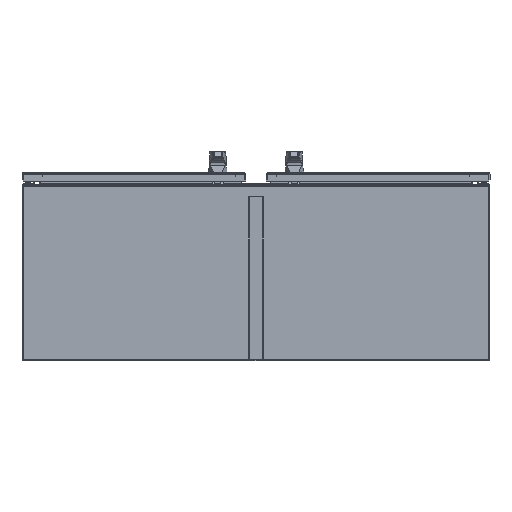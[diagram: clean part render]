
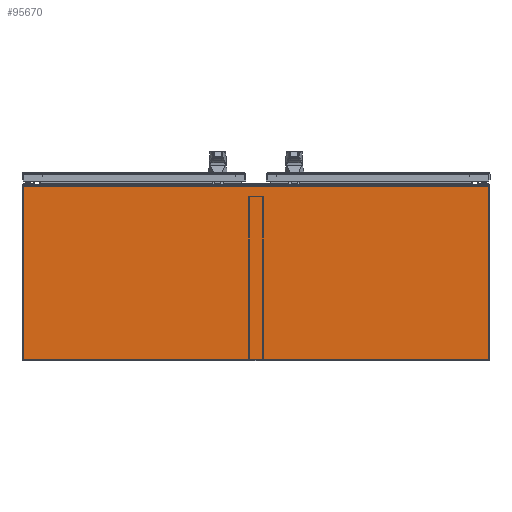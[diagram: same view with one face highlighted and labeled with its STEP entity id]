
A CAD part, front view. The second image highlights one B-rep face of the part: STEP entity #95670.
In plain terms, the highlighted planar face has unit normal (0, -1, 0).
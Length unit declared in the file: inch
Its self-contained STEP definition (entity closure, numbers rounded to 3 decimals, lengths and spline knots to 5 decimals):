
#5825 = EDGE_LOOP ( 'NONE', ( #89390, #60905, #41056, #62310 ) ) ;
#10268 = DIRECTION ( 'NONE',  ( 0., 0., 1. ) ) ;
#11240 = FACE_OUTER_BOUND ( 'NONE', #5825, .T. ) ;
#11729 = EDGE_CURVE ( 'NONE', #94352, #75183, #14034, .T. ) ;
#14034 = LINE ( 'NONE', #105740, #44475 ) ;
#25055 = LINE ( 'NONE', #101859, #44747 ) ;
#27668 = VECTOR ( 'NONE', #37487, 39.37008 ) ;
#37487 = DIRECTION ( 'NONE',  ( 0., 0., 1. ) ) ;
#37917 = CARTESIAN_POINT ( 'NONE',  ( 0.104, -0.104, 18.021 ) ) ;
#38452 = PLANE ( 'NONE',  #123213 ) ;
#38755 = EDGE_CURVE ( 'NONE', #75858, #94352, #40627, .T. ) ;
#40627 = LINE ( 'NONE', #117447, #107659 ) ;
#41056 = ORIENTED_EDGE ( 'NONE', *, *, #38755, .F. ) ;
#44475 = VECTOR ( 'NONE', #58976, 39.37008 ) ;
#44747 = VECTOR ( 'NONE', #81926, 39.37008 ) ;
#48340 = VERTEX_POINT ( 'NONE', #95857 ) ;
#58976 = DIRECTION ( 'NONE',  ( 0., 0., -1. ) ) ;
#59221 = EDGE_CURVE ( 'NONE', #75183, #48340, #25055, .T. ) ;
#60905 = ORIENTED_EDGE ( 'NONE', *, *, #11729, .F. ) ;
#62310 = ORIENTED_EDGE ( 'NONE', *, *, #69246, .F. ) ;
#69246 = EDGE_CURVE ( 'NONE', #48340, #75858, #105367, .T. ) ;
#75183 = VERTEX_POINT ( 'NONE', #78979 ) ;
#75858 = VERTEX_POINT ( 'NONE', #103644 ) ;
#78979 = CARTESIAN_POINT ( 'NONE',  ( 48.021, -0.104, 0.104 ) ) ;
#81926 = DIRECTION ( 'NONE',  ( -1., 0., 0. ) ) ;
#87399 = CARTESIAN_POINT ( 'NONE',  ( 24.0625, -0.104, 9.1145 ) ) ;
#89390 = ORIENTED_EDGE ( 'NONE', *, *, #59221, .F. ) ;
#94352 = VERTEX_POINT ( 'NONE', #111183 ) ;
#95670 = ADVANCED_FACE ( 'NONE', ( #11240 ), #38452, .F. ) ;
#95857 = CARTESIAN_POINT ( 'NONE',  ( 0.104, -0.104, 0.104 ) ) ;
#96609 = DIRECTION ( 'NONE',  ( 1., 0., 0. ) ) ;
#101859 = CARTESIAN_POINT ( 'NONE',  ( 0.104, -0.104, 0.104 ) ) ;
#103644 = CARTESIAN_POINT ( 'NONE',  ( 0.104, -0.104, 17.88037 ) ) ;
#105367 = LINE ( 'NONE', #37917, #27668 ) ;
#105740 = CARTESIAN_POINT ( 'NONE',  ( 48.021, -0.104, 18.021 ) ) ;
#107659 = VECTOR ( 'NONE', #96609, 39.37008 ) ;
#111183 = CARTESIAN_POINT ( 'NONE',  ( 48.021, -0.104, 17.88037 ) ) ;
#117447 = CARTESIAN_POINT ( 'NONE',  ( 24.0625, -0.104, 17.88037 ) ) ;
#123213 = AXIS2_PLACEMENT_3D ( 'NONE', #87399, #126465, #10268 ) ;
#126465 = DIRECTION ( 'NONE',  ( 0., 1., 0. ) ) ;
